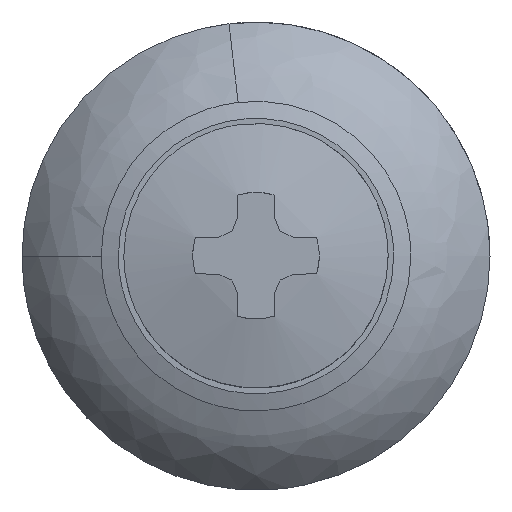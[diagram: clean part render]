
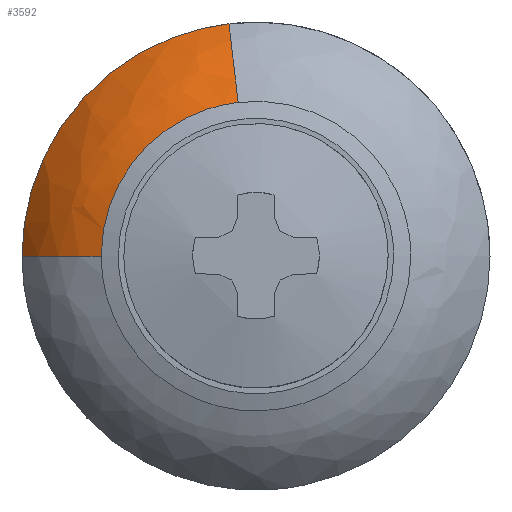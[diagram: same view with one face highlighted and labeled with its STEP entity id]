
A CAD part, top view. The second image highlights one B-rep face of the part: STEP entity #3592.
In plain terms, the highlighted free-form (B-spline) face has degree [2, 2] with [5, 5] control points.
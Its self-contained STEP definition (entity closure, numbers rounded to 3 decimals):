
#3086=CARTESIAN_POINT('',(-8.5,0.0,-11.3));
#3087=VERTEX_POINT('',#3086);
#3101=CARTESIAN_POINT('',(-0.981,8.443,-11.3));
#3102=VERTEX_POINT('',#3101);
#3103=CARTESIAN_POINT('',(-8.5,0.0,-11.3));
#3104=CARTESIAN_POINT('',(-8.5,7.569,-11.3));
#3105=CARTESIAN_POINT('',(-0.981,8.443,-11.3));
#3113=(BOUNDED_CURVE()B_SPLINE_CURVE(2,(#3103,#3104,#3105),.UNSPECIFIED.,.F.,.U.)B_SPLINE_CURVE_WITH_KNOTS((3,3),(0.0,0.23),.UNSPECIFIED.)CURVE()GEOMETRIC_REPRESENTATION_ITEM()RATIONAL_B_SPLINE_CURVE((1.0,0.731,0.957))REPRESENTATION_ITEM(''));
#3114=EDGE_CURVE('',#3087,#3102,#3113,.T.);
#3468=CARTESIAN_POINT('',(-0.649,5.585,-9.02));
#3469=VERTEX_POINT('',#3468);
#3487=CARTESIAN_POINT('',(-5.623,0.0,-9.02));
#3488=VERTEX_POINT('',#3487);
#3504=CARTESIAN_POINT('',(-8.5,0.0,-11.3));
#3505=CARTESIAN_POINT('',(-8.262,0.0,-10.945));
#3506=CARTESIAN_POINT('',(-7.976,0.0,-10.627));
#3507=CARTESIAN_POINT('',(-6.996,0.0,-9.536));
#3508=CARTESIAN_POINT('',(-5.623,0.0,-9.02));
#3516=(BOUNDED_CURVE()B_SPLINE_CURVE(2,(#3504,#3505,#3506,#3507,#3508),.UNSPECIFIED.,.F.,.U.)B_SPLINE_CURVE_WITH_KNOTS((3,2,3),(0.632,0.667,0.778),.UNSPECIFIED.)CURVE()GEOMETRIC_REPRESENTATION_ITEM()RATIONAL_B_SPLINE_CURVE((0.952,0.973,1.0,0.914,0.886))REPRESENTATION_ITEM(''));
#3517=EDGE_CURVE('',#3087,#3488,#3516,.T.);
#3523=CARTESIAN_POINT('',(-0.981,8.443,-11.3));
#3524=CARTESIAN_POINT('',(-0.954,8.207,-10.945));
#3525=CARTESIAN_POINT('',(-0.921,7.923,-10.627));
#3526=CARTESIAN_POINT('',(-0.808,6.949,-9.536));
#3527=CARTESIAN_POINT('',(-0.649,5.585,-9.02));
#3535=(BOUNDED_CURVE()B_SPLINE_CURVE(2,(#3523,#3524,#3525,#3526,#3527),.UNSPECIFIED.,.F.,.U.)B_SPLINE_CURVE_WITH_KNOTS((3,2,3),(0.632,0.667,0.778),.UNSPECIFIED.)CURVE()GEOMETRIC_REPRESENTATION_ITEM()RATIONAL_B_SPLINE_CURVE((0.911,0.931,0.957,0.875,0.848))REPRESENTATION_ITEM(''));
#3536=EDGE_CURVE('',#3102,#3469,#3535,.T.);
#3541=CARTESIAN_POINT('',(-8.601,-0.056,-11.455));
#3542=CARTESIAN_POINT('',(-8.324,-0.054,-11.014));
#3543=CARTESIAN_POINT('',(-7.976,-0.052,-10.627));
#3544=CARTESIAN_POINT('',(-6.925,-0.045,-9.457));
#3545=CARTESIAN_POINT('',(-5.436,-0.035,-8.954));
#3546=CARTESIAN_POINT('',(-8.601,-0.028,-11.455));
#3547=CARTESIAN_POINT('',(-8.324,-0.027,-11.014));
#3548=CARTESIAN_POINT('',(-7.976,-0.026,-10.627));
#3549=CARTESIAN_POINT('',(-6.925,-0.022,-9.457));
#3550=CARTESIAN_POINT('',(-5.436,-0.018,-8.954));
#3551=CARTESIAN_POINT('',(-8.601,7.659,-11.455));
#3552=CARTESIAN_POINT('',(-8.324,7.413,-11.014));
#3553=CARTESIAN_POINT('',(-7.976,7.103,-10.627));
#3554=CARTESIAN_POINT('',(-6.925,6.167,-9.457));
#3555=CARTESIAN_POINT('',(-5.436,4.84,-8.954));
#3556=CARTESIAN_POINT('',(-0.964,8.546,-11.455));
#3557=CARTESIAN_POINT('',(-0.933,8.272,-11.014));
#3558=CARTESIAN_POINT('',(-0.894,7.926,-10.627));
#3559=CARTESIAN_POINT('',(-0.776,6.882,-9.457));
#3560=CARTESIAN_POINT('',(-0.609,5.401,-8.954));
#3561=CARTESIAN_POINT('',(-0.935,8.55,-11.455));
#3562=CARTESIAN_POINT('',(-0.905,8.275,-11.014));
#3563=CARTESIAN_POINT('',(-0.867,7.929,-10.627));
#3564=CARTESIAN_POINT('',(-0.753,6.884,-9.457));
#3565=CARTESIAN_POINT('',(-0.591,5.403,-8.954));
#3573=(BOUNDED_SURFACE()B_SPLINE_SURFACE(2,2,((#3541,#3546,#3551,#3556,#3561),(#3542,#3547,#3552,#3557,#3562),(#3543,#3548,#3553,#3558,#3563),(#3544,#3549,#3554,#3559,#3564),(#3545,#3550,#3555,#3560,#3565)),.UNSPECIFIED.,.F.,.F.,.U.)B_SPLINE_SURFACE_WITH_KNOTS((3,2,3),(3,1,1,3),(0.0,1.142,4.381),(0.0,0.065,13.161,13.227),.UNSPECIFIED.)GEOMETRIC_REPRESENTATION_ITEM()RATIONAL_B_SPLINE_SURFACE(((0.946,0.945,0.689,0.904,0.905),(0.97,0.969,0.707,0.927,0.928),(1.003,1.001,0.731,0.958,0.959),(0.911,0.91,0.664,0.871,0.872),(0.885,0.884,0.645,0.845,0.846)))REPRESENTATION_ITEM('')SURFACE());
#3574=CARTESIAN_POINT('',(-5.623,0.0,-9.02));
#3575=CARTESIAN_POINT('',(-5.623,5.007,-9.02));
#3576=CARTESIAN_POINT('',(-0.649,5.585,-9.02));
#3584=(BOUNDED_CURVE()B_SPLINE_CURVE(2,(#3574,#3575,#3576),.UNSPECIFIED.,.F.,.U.)B_SPLINE_CURVE_WITH_KNOTS((3,3),(0.0,0.23),.UNSPECIFIED.)CURVE()GEOMETRIC_REPRESENTATION_ITEM()RATIONAL_B_SPLINE_CURVE((1.0,0.731,0.957))REPRESENTATION_ITEM(''));
#3585=EDGE_CURVE('',#3488,#3469,#3584,.T.);
#3586=ORIENTED_EDGE('',*,*,#3585,.T.);
#3587=ORIENTED_EDGE('',*,*,#3536,.F.);
#3588=ORIENTED_EDGE('',*,*,#3114,.F.);
#3589=ORIENTED_EDGE('',*,*,#3517,.T.);
#3590=EDGE_LOOP('',(#3586,#3587,#3588,#3589));
#3591=FACE_OUTER_BOUND('',#3590,.T.);
#3592=ADVANCED_FACE('',(#3591),#3573,.T.);
